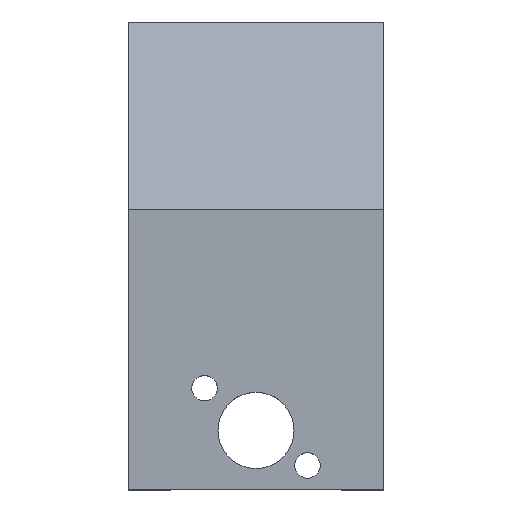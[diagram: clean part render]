
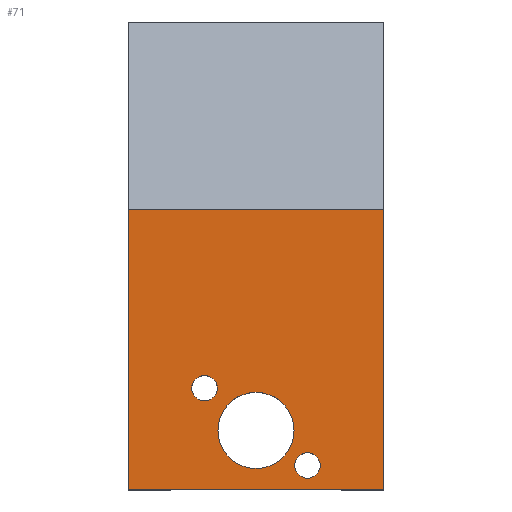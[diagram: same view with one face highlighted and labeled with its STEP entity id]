
A CAD part, top view. The second image highlights one B-rep face of the part: STEP entity #71.
In plain terms, the highlighted planar face has unit normal (0, 0, 1).
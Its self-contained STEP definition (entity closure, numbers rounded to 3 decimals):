
#39=FACE_BOUND('',#121,.T.);
#40=FACE_BOUND('',#122,.T.);
#41=FACE_BOUND('',#123,.T.);
#42=FACE_BOUND('',#124,.T.);
#55=CIRCLE('',#424,0.75);
#56=CIRCLE('',#425,0.75);
#57=CIRCLE('',#426,2.238);
#71=ADVANCED_FACE('',(#39,#40,#41,#42),#91,.T.);
#91=PLANE('',#427);
#121=EDGE_LOOP('',(#190));
#122=EDGE_LOOP('',(#191));
#123=EDGE_LOOP('',(#192));
#124=EDGE_LOOP('',(#193,#194,#195,#196));
#190=ORIENTED_EDGE('',*,*,#311,.F.);
#191=ORIENTED_EDGE('',*,*,#312,.F.);
#192=ORIENTED_EDGE('',*,*,#313,.F.);
#193=ORIENTED_EDGE('',*,*,#290,.T.);
#194=ORIENTED_EDGE('',*,*,#314,.F.);
#195=ORIENTED_EDGE('',*,*,#302,.T.);
#196=ORIENTED_EDGE('',*,*,#315,.T.);
#252=VERTEX_POINT('',#568);
#253=VERTEX_POINT('',#570);
#260=VERTEX_POINT('',#592);
#261=VERTEX_POINT('',#594);
#268=VERTEX_POINT('',#612);
#269=VERTEX_POINT('',#614);
#270=VERTEX_POINT('',#616);
#290=EDGE_CURVE('',#253,#252,#341,.T.);
#302=EDGE_CURVE('',#261,#260,#353,.T.);
#311=EDGE_CURVE('',#268,#268,#55,.T.);
#312=EDGE_CURVE('',#269,#269,#56,.T.);
#313=EDGE_CURVE('',#270,#270,#57,.T.);
#314=EDGE_CURVE('',#261,#252,#360,.T.);
#315=EDGE_CURVE('',#260,#253,#361,.T.);
#341=LINE('',#569,#382);
#353=LINE('',#593,#394);
#360=LINE('',#617,#401);
#361=LINE('',#618,#402);
#382=VECTOR('',#460,1.);
#394=VECTOR('',#480,1.);
#401=VECTOR('',#501,1.);
#402=VECTOR('',#502,1.);
#424=AXIS2_PLACEMENT_3D('',#611,#495,#496);
#425=AXIS2_PLACEMENT_3D('',#613,#497,#498);
#426=AXIS2_PLACEMENT_3D('',#615,#499,#500);
#427=AXIS2_PLACEMENT_3D('',#619,#503,#504);
#460=DIRECTION('',(0.,1.,0.));
#480=DIRECTION('',(0.,-1.,0.));
#495=DIRECTION('',(0.,0.,1.));
#496=DIRECTION('',(1.,0.,0.));
#497=DIRECTION('',(0.,0.,1.));
#498=DIRECTION('',(1.,0.,0.));
#499=DIRECTION('',(0.,0.,1.));
#500=DIRECTION('',(1.,0.,0.));
#501=DIRECTION('',(1.,0.,0.));
#502=DIRECTION('',(1.,0.,0.));
#503=DIRECTION('',(0.,0.,1.));
#504=DIRECTION('',(1.,0.,0.));
#568=CARTESIAN_POINT('',(7.5,2.75,7.));
#569=CARTESIAN_POINT('',(7.5,-13.75,7.));
#570=CARTESIAN_POINT('',(7.5,-13.75,7.));
#592=CARTESIAN_POINT('',(-7.5,-13.75,7.));
#593=CARTESIAN_POINT('',(-7.5,13.75,7.));
#594=CARTESIAN_POINT('',(-7.5,2.75,7.));
#611=CARTESIAN_POINT('',(-3.025,-7.78,7.));
#612=CARTESIAN_POINT('',(-2.275,-7.78,7.));
#613=CARTESIAN_POINT('',(3.025,-12.32,7.));
#614=CARTESIAN_POINT('',(3.775,-12.32,7.));
#615=CARTESIAN_POINT('',(0.,-10.262,7.));
#616=CARTESIAN_POINT('',(2.238,-10.262,7.));
#617=CARTESIAN_POINT('',(-54992.5,2.75,7.));
#618=CARTESIAN_POINT('',(-7.5,-13.75,7.));
#619=CARTESIAN_POINT('',(0.,0.,7.));
